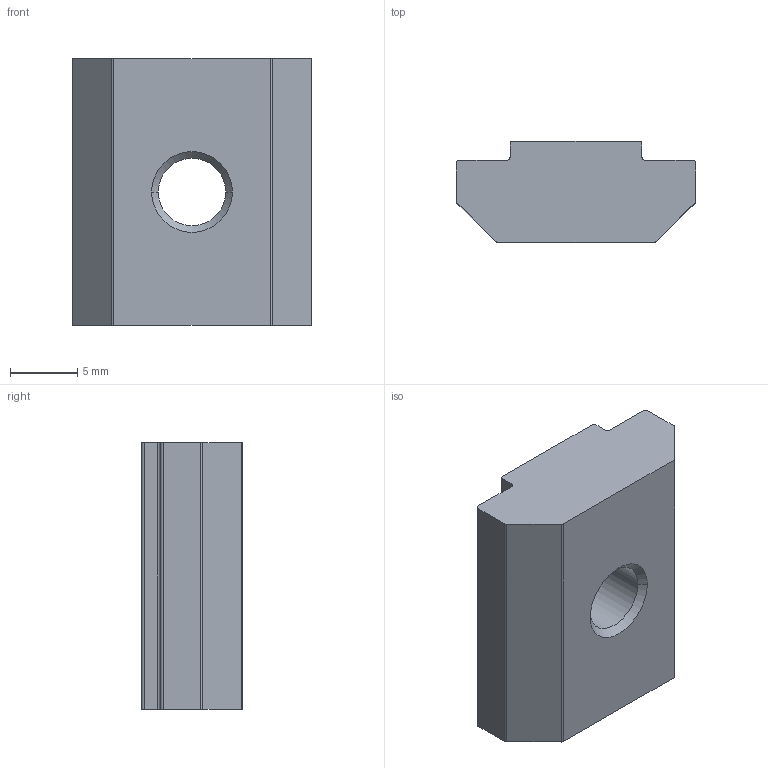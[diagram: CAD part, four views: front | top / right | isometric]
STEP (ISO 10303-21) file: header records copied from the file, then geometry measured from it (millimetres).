
FILE_DESCRIPTION((''),'2;1');
FILE_NAME('11168_UTORNI_KAMEN_NIZEK_M6-U10','2022-09-16T14:34:53',('PredragRovcanin'),('Audax d.o.o.'),'CREO PARAMETRIC BY PTC INC, 2020281','CREO PARAMETRIC BY PTC INC, 2020281','');
FILE_SCHEMA(('AUTOMOTIVE_DESIGN { 1 0 10303 214 1 1 1 1 }'));
Length unit declared in the file: millimetre
Products named in the file (1): 11168_UTORNI_KAMEN_NIZEK_M6-U10
Bounding box: 17.8 x 7.5 x 19.8 mm (x, y, z)
Volume: 2091.5 mm3; surface area: 1359.3 mm2
Topology: 1 solids, 2 shells, 30 faces, 84 edges, 60 vertices
Faces by surface type: cylinder 14, plane 12, cone 4
Entity records: 2013 total; most frequent: COLOUR_RGB 322, DIRECTION 178, CARTESIAN_POINT 169, ORIENTED_EDGE 156, PRESENTATION_STYLE_ASSIGNMENT 115, STYLED_ITEM 115, CURVE_STYLE 85, EDGE_CURVE 80
